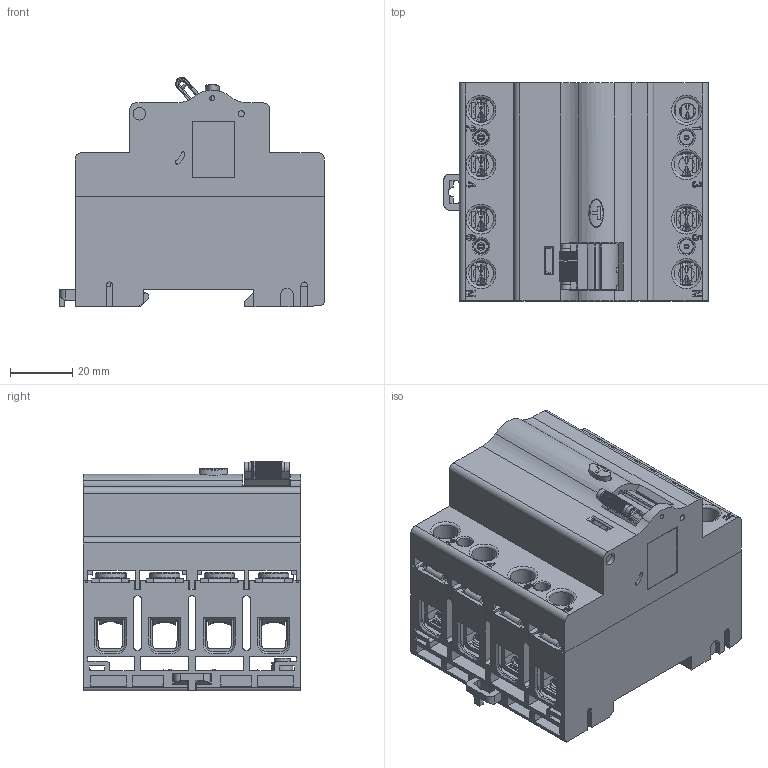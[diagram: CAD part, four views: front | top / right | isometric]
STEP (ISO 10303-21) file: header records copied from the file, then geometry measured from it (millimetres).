
FILE_DESCRIPTION(/* description */ (''),/* implementation_level */ '2;1');
FILE_NAME(/* name */ '3d_P1RC4P40B030.stp',/* time_stamp */ '2023-05-12T15:13:33+02:00',/* author */ (''),/* organization */ (''),/* preprocessor_version */ 'ST-DEVELOPER v16.7',/* originating_system */ 'SIEMENS PLM Software NX 12.0',/* authorisation */ '');
FILE_SCHEMA (('AUTOMOTIVE_DESIGN { 1 0 10303 214 3 1 1 1 }'));
Length unit declared in the file: millimetre
Products named in the file (1): RuggD10CF047j803
Bounding box: 85 x 70 x 73.8 mm (x, y, z)
Surface area: 61448.9 mm2 (no closed solid volume)
Topology: 0 solids, 40 shells, 1165 faces, 5173 edges, 3888 vertices
Faces by surface type: plane 824, cylinder 268, cone 27, bspline 26, torus 20
Full cylindrical faces by diameter (mm): 1.6 x1, 2 x2, 4 x3, 4.8 x4, 5 x10, 6.8 x2, 8 x8, 9.6 x8
Entity records: 53642 total; most frequent: CARTESIAN_POINT 12903, DIRECTION 8060, ORIENTED_EDGE 7331, EDGE_CURVE 5070, LINE 3928, VECTOR 3928, VERTEX_POINT 3853, AXIS2_PLACEMENT_3D 2066
